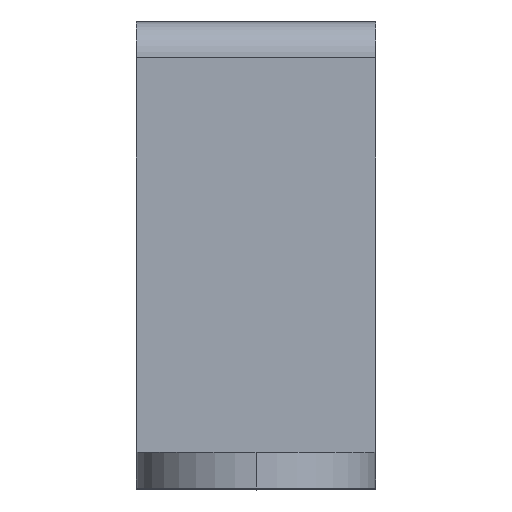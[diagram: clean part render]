
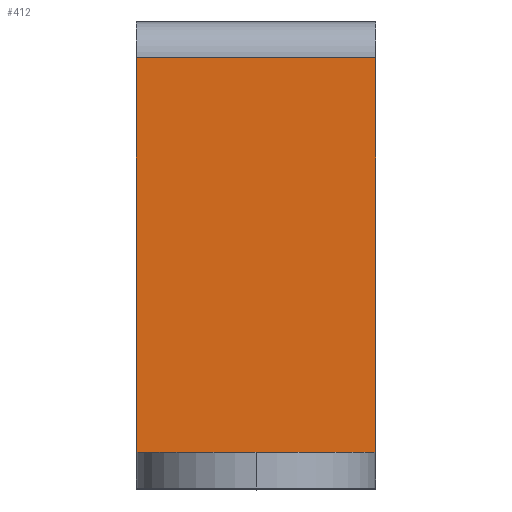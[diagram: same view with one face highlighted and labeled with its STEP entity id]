
A CAD part, top view. The second image highlights one B-rep face of the part: STEP entity #412.
In plain terms, the highlighted planar face has unit normal (0, 0, 1).
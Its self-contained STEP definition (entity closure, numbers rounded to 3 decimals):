
#42 = VERTEX_POINT ( 'NONE', #530 ) ;
#46 = DIRECTION ( 'NONE',  ( 0., 0., 1. ) ) ;
#51 = CARTESIAN_POINT ( 'NONE',  ( 5., -16.5, 13.8 ) ) ;
#60 = CARTESIAN_POINT ( 'NONE',  ( 5., -16.5, 13.8 ) ) ;
#68 = ORIENTED_EDGE ( 'NONE', *, *, #229, .T. ) ;
#89 = ORIENTED_EDGE ( 'NONE', *, *, #580, .T. ) ;
#186 = CARTESIAN_POINT ( 'NONE',  ( 5., 0., 13.8 ) ) ;
#229 = EDGE_CURVE ( 'NONE', #42, #424, #441, .T. ) ;
#245 = CARTESIAN_POINT ( 'NONE',  ( -5., 0., 13.8 ) ) ;
#250 = CARTESIAN_POINT ( 'NONE',  ( -5., 0., 13.8 ) ) ;
#280 = CARTESIAN_POINT ( 'NONE',  ( 5., 0., 13.8 ) ) ;
#295 = VECTOR ( 'NONE', #786, 1000. ) ;
#297 = FACE_OUTER_BOUND ( 'NONE', #845, .T. ) ;
#299 = ORIENTED_EDGE ( 'NONE', *, *, #872, .F. ) ;
#331 = LINE ( 'NONE', #186, #776 ) ;
#393 = LINE ( 'NONE', #787, #295 ) ;
#400 = ORIENTED_EDGE ( 'NONE', *, *, #522, .T. ) ;
#412 = ADVANCED_FACE ( 'NONE', ( #297 ), #745, .T. ) ;
#424 = VERTEX_POINT ( 'NONE', #51 ) ;
#441 = LINE ( 'NONE', #60, #518 ) ;
#518 = VECTOR ( 'NONE', #763, 1000. ) ;
#522 = EDGE_CURVE ( 'NONE', #591, #42, #879, .T. ) ;
#530 = CARTESIAN_POINT ( 'NONE',  ( -5., -16.5, 13.8 ) ) ;
#543 = DIRECTION ( 'NONE',  ( 0., 1., 0. ) ) ;
#565 = AXIS2_PLACEMENT_3D ( 'NONE', #814, #46, #672 ) ;
#580 = EDGE_CURVE ( 'NONE', #424, #750, #331, .T. ) ;
#591 = VERTEX_POINT ( 'NONE', #250 ) ;
#672 = DIRECTION ( 'NONE',  ( 0., -1., 0. ) ) ;
#705 = VECTOR ( 'NONE', #800, 1000. ) ;
#745 = PLANE ( 'NONE',  #565 ) ;
#750 = VERTEX_POINT ( 'NONE', #280 ) ;
#763 = DIRECTION ( 'NONE',  ( 1., 0., 0. ) ) ;
#776 = VECTOR ( 'NONE', #543, 1000. ) ;
#786 = DIRECTION ( 'NONE',  ( 1., 0., 0. ) ) ;
#787 = CARTESIAN_POINT ( 'NONE',  ( 5., 0., 13.8 ) ) ;
#800 = DIRECTION ( 'NONE',  ( 0., -1., 0. ) ) ;
#814 = CARTESIAN_POINT ( 'NONE',  ( 5., 0., 13.8 ) ) ;
#845 = EDGE_LOOP ( 'NONE', ( #400, #68, #89, #299 ) ) ;
#872 = EDGE_CURVE ( 'NONE', #591, #750, #393, .T. ) ;
#879 = LINE ( 'NONE', #245, #705 ) ;
